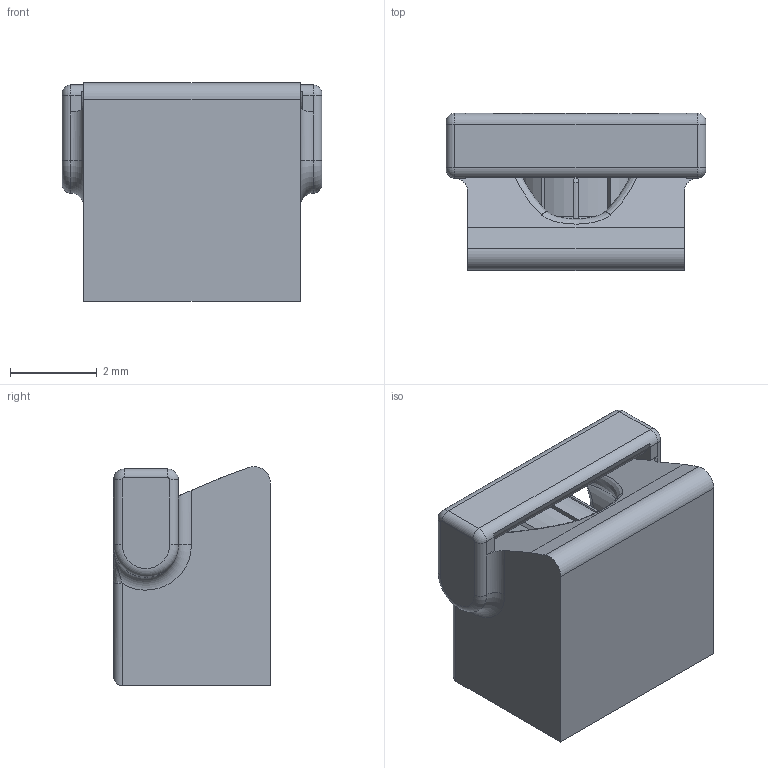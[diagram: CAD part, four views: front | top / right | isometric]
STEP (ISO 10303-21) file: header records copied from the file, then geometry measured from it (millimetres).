
FILE_DESCRIPTION(('Creo Elements/Direct Modeling STEP Export'),'2;1');
FILE_NAME('Sensor-mounting-head-V2b.stp','2016-07-19T13:22:17',(''),(''),'PTC Creo Elements/Direct Modeling STEP processor for AP214 (Solid Model)','PTC Creo Elements/Direct Modeling 19.0C 15-Aug-2015 (C) Parametric Technology GmbH','');
FILE_SCHEMA(('AUTOMOTIVE_DESIGN { 1 0 10303 214 1 1 1 1 }'));
Length unit declared in the file: millimetre
Products named in the file (2): Sensor-mounting-head-flex-router.1; Sensor-mounting-head-V2b
Assembly tree (1 placements, depth 2):
  Sensor-mounting-head-V2b
    Sensor-mounting-head-flex-router.1
Bounding box: 6 x 3.63 x 5.05 mm (x, y, z)
Volume: 67.2 mm3; surface area: 231.4 mm2
Topology: 1 solids, 1 shells, 190 faces, 499 edges, 321 vertices
Faces by surface type: plane 54, torus 49, cylinder 48, sphere 14, cone 14, bspline 11
Entity records: 9586 total; most frequent: CARTESIAN_POINT 5699, ORIENTED_EDGE 990, DIRECTION 536, EDGE_CURVE 495, VERTEX_POINT 321, EDGE_LOOP 206, AXIS2_PLACEMENT_3D 196, FACE_OUTER_BOUND 190
